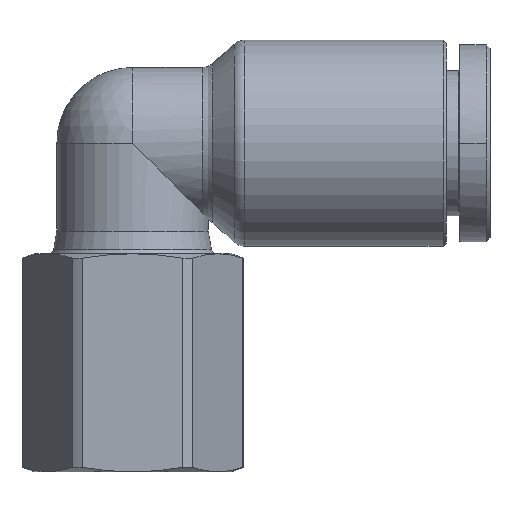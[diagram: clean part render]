
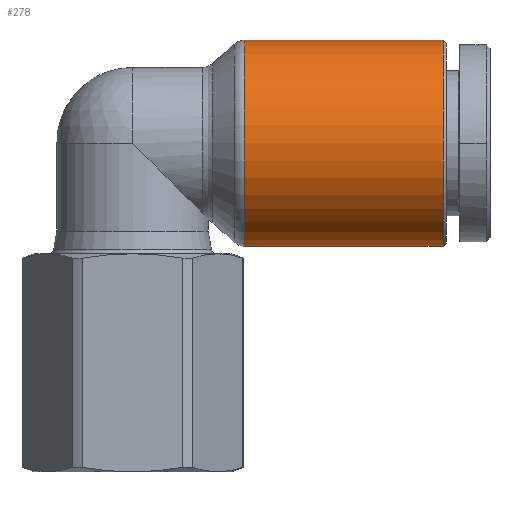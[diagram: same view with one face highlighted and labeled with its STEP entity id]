
A CAD part, front view. The second image highlights one B-rep face of the part: STEP entity #278.
In plain terms, the highlighted cylindrical face has radius 6.8 mm (diameter 13.6 mm), a partial arc.
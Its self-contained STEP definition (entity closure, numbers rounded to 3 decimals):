
#237=CARTESIAN_POINT('',(4.528,0.,0.));
#238=DIRECTION('',(1.0,0.0,0.0));
#239=DIRECTION('',(0.0,0.0,1.0));
#240=AXIS2_PLACEMENT_3D('',#237,#238,#239);
#241=CYLINDRICAL_SURFACE('',#240,6.8);
#242=CARTESIAN_POINT('',(-0.089,0.,6.8));
#243=VERTEX_POINT('',#242);
#244=CARTESIAN_POINT('',(13.028,0.,6.8));
#245=VERTEX_POINT('',#244);
#246=CARTESIAN_POINT('',(-0.089,0.,6.8));
#247=DIRECTION('',(1.0,0.0,0.0));
#248=VECTOR('',#247,13.116);
#249=LINE('',#246,#248);
#250=EDGE_CURVE('',#243,#245,#249,.T.);
#251=ORIENTED_EDGE('',*,*,#250,.F.);
#252=CARTESIAN_POINT('',(-0.089,0.,-6.8));
#253=VERTEX_POINT('',#252);
#254=CARTESIAN_POINT('',(-0.089,0.,0.));
#255=DIRECTION('',(-1.0,0.0,0.0));
#256=DIRECTION('',(0.0,0.0,-1.0));
#257=AXIS2_PLACEMENT_3D('',#254,#255,#256);
#258=CIRCLE('',#257,6.8);
#259=EDGE_CURVE('',#253,#243,#258,.T.);
#260=ORIENTED_EDGE('',*,*,#259,.F.);
#261=CARTESIAN_POINT('',(13.028,0.,-6.8));
#262=VERTEX_POINT('',#261);
#263=CARTESIAN_POINT('',(13.028,0.,-6.8));
#264=DIRECTION('',(-1.0,0.0,0.0));
#265=VECTOR('',#264,13.116);
#266=LINE('',#263,#265);
#267=EDGE_CURVE('',#262,#253,#266,.T.);
#268=ORIENTED_EDGE('',*,*,#267,.F.);
#269=CARTESIAN_POINT('',(13.028,0.,0.));
#270=DIRECTION('',(1.0,0.0,0.0));
#271=DIRECTION('',(0.0,0.0,1.0));
#272=AXIS2_PLACEMENT_3D('',#269,#270,#271);
#273=CIRCLE('',#272,6.8);
#274=EDGE_CURVE('',#245,#262,#273,.T.);
#275=ORIENTED_EDGE('',*,*,#274,.F.);
#276=EDGE_LOOP('',(#251,#260,#268,#275));
#277=FACE_OUTER_BOUND('',#276,.T.);
#278=ADVANCED_FACE('',(#277),#241,.T.);
